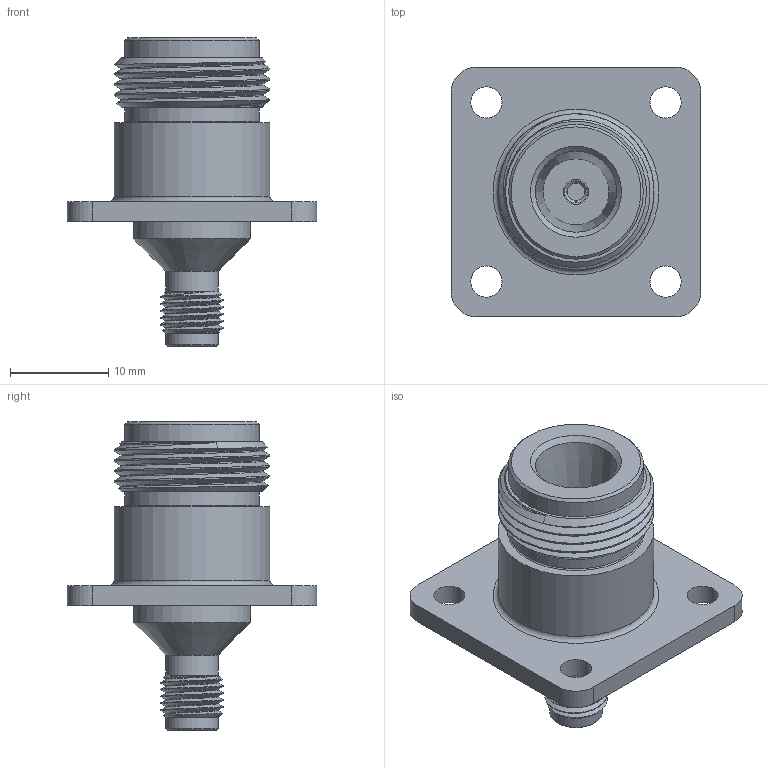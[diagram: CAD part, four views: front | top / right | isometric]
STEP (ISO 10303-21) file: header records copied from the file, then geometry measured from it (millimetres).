
FILE_DESCRIPTION (( 'STEP AP203' ), '1' );
FILE_NAME ('SM4233_3D.step', '2022-06-28T20:31:37', ( '' ), ( '' ), 'SwSTEP 2.0', 'SolidWorks 2021', '' );
FILE_SCHEMA (( 'CONFIG_CONTROL_DESIGN' ));
Length unit declared in the file: inch
Products named in the file (1): SM4233_3D
Bounding box: 25.4 x 25.4 x 31.37 mm (x, y, z)
Volume: 4369.7 mm3; surface area: 3126.8 mm2
Topology: 1 solids, 1 shells, 85 faces, 209 edges, 138 vertices
Faces by surface type: cylinder 30, plane 30, cone 17, bspline 6, torus 2
Full cylindrical faces by diameter (mm): 1.016 x1, 1.27 x1, 1.778 x1, 2.54 x1, 3.175 x4, 4.572 x1, 5.334 x2, 6.731 x1, 11.909 x1, 13.716 x2, 15.875 x1
Entity records: 5280 total; most frequent: CARTESIAN_POINT 3509, ORIENTED_EDGE 332, DIRECTION 324, EDGE_CURVE 166, AXIS2_PLACEMENT_3D 144, EDGE_LOOP 130, VERTEX_POINT 124, FACE_OUTER_BOUND 101
